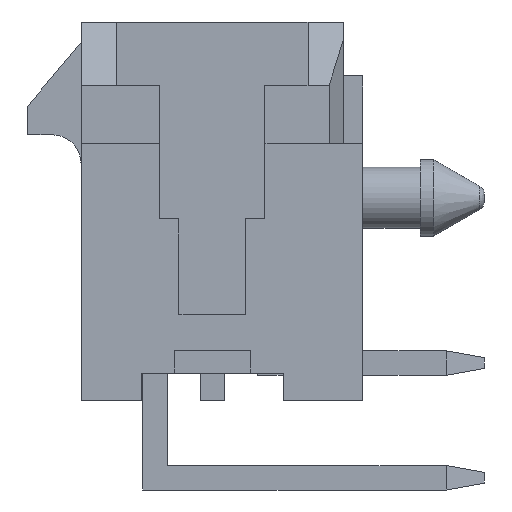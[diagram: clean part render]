
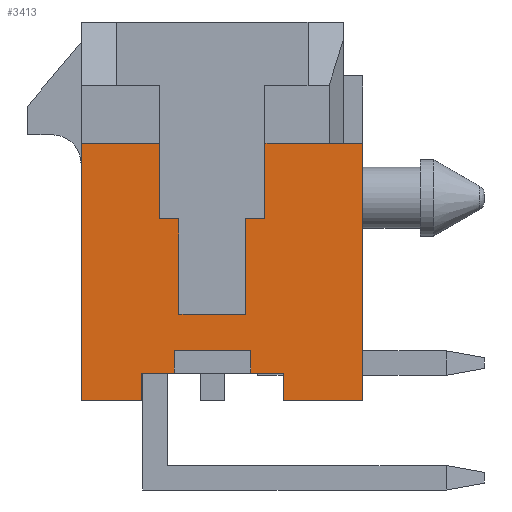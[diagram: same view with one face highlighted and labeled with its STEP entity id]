
A CAD part, left-side view. The second image highlights one B-rep face of the part: STEP entity #3413.
In plain terms, the highlighted planar face has unit normal (-1, 0, 0).
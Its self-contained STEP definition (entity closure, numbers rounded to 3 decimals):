
#45=DIRECTION('',(0.,-1.,0.));
#46=VECTOR('',#45,2.56);
#47=CARTESIAN_POINT('',(-3.575,-1.375,1.78));
#48=LINE('',#47,#46);
#53=DIRECTION('',(0.,-1.,0.));
#54=VECTOR('',#53,2.06);
#55=CARTESIAN_POINT('',(-3.575,3.435,1.78));
#56=LINE('',#55,#54);
#121=DIRECTION('',(0.,0.,1.));
#122=VECTOR('',#121,6.74);
#123=CARTESIAN_POINT('',(-3.575,-3.935,-4.96));
#124=LINE('',#123,#122);
#469=DIRECTION('',(0.,1.,0.));
#470=VECTOR('',#469,0.85);
#471=CARTESIAN_POINT('',(-3.575,-1.85,-4.235));
#472=LINE('',#471,#470);
#473=DIRECTION('',(0.,0.,-1.));
#474=VECTOR('',#473,0.6);
#475=CARTESIAN_POINT('',(-3.575,-1.,-3.635));
#476=LINE('',#475,#474);
#477=DIRECTION('',(0.,-1.,0.));
#478=VECTOR('',#477,2.);
#479=CARTESIAN_POINT('',(-3.575,1.,-3.635));
#480=LINE('',#479,#478);
#481=DIRECTION('',(0.,0.,1.));
#482=VECTOR('',#481,0.6);
#483=CARTESIAN_POINT('',(-3.575,1.,-4.235));
#484=LINE('',#483,#482);
#485=DIRECTION('',(0.,1.,0.));
#486=VECTOR('',#485,0.85);
#487=CARTESIAN_POINT('',(-3.575,1.,-4.235));
#488=LINE('',#487,#486);
#489=DIRECTION('',(0.,0.,1.));
#490=VECTOR('',#489,0.725);
#491=CARTESIAN_POINT('',(-3.575,1.85,-4.96));
#492=LINE('',#491,#490);
#493=DIRECTION('',(0.,-1.,0.));
#494=VECTOR('',#493,1.585);
#495=CARTESIAN_POINT('',(-3.575,3.435,-4.96));
#496=LINE('',#495,#494);
#497=DIRECTION('',(0.,0.,-1.));
#498=VECTOR('',#497,1.98);
#499=CARTESIAN_POINT('',(-3.575,1.375,1.78));
#500=LINE('',#499,#498);
#501=DIRECTION('',(0.,1.,0.));
#502=VECTOR('',#501,0.5);
#503=CARTESIAN_POINT('',(-3.575,0.875,-0.2));
#504=LINE('',#503,#502);
#505=DIRECTION('',(0.,0.,1.));
#506=VECTOR('',#505,2.5);
#507=CARTESIAN_POINT('',(-3.575,0.875,-2.7));
#508=LINE('',#507,#506);
#509=DIRECTION('',(0.,1.,0.));
#510=VECTOR('',#509,1.75);
#511=CARTESIAN_POINT('',(-3.575,-0.875,-2.7));
#512=LINE('',#511,#510);
#513=DIRECTION('',(0.,0.,-1.));
#514=VECTOR('',#513,2.5);
#515=CARTESIAN_POINT('',(-3.575,-0.875,-0.2));
#516=LINE('',#515,#514);
#517=DIRECTION('',(0.,1.,0.));
#518=VECTOR('',#517,0.5);
#519=CARTESIAN_POINT('',(-3.575,-1.375,-0.2));
#520=LINE('',#519,#518);
#521=DIRECTION('',(0.,0.,-1.));
#522=VECTOR('',#521,1.98);
#523=CARTESIAN_POINT('',(-3.575,-1.375,1.78));
#524=LINE('',#523,#522);
#525=DIRECTION('',(0.,-1.,0.));
#526=VECTOR('',#525,2.085);
#527=CARTESIAN_POINT('',(-3.575,-1.85,-4.96));
#528=LINE('',#527,#526);
#529=DIRECTION('',(0.,0.,1.));
#530=VECTOR('',#529,0.725);
#531=CARTESIAN_POINT('',(-3.575,-1.85,-4.96));
#532=LINE('',#531,#530);
#1627=DIRECTION('',(0.,0.,1.));
#1628=VECTOR('',#1627,6.74);
#1629=CARTESIAN_POINT('',(-3.575,3.435,-4.96));
#1630=LINE('',#1629,#1628);
#2193=CARTESIAN_POINT('',(-3.575,1.,-3.635));
#2194=VERTEX_POINT('',#2193);
#2195=CARTESIAN_POINT('',(-3.575,-1.,-3.635));
#2196=VERTEX_POINT('',#2195);
#2287=CARTESIAN_POINT('',(-3.575,-1.375,-0.2));
#2288=VERTEX_POINT('',#2287);
#2289=CARTESIAN_POINT('',(-3.575,-0.875,-0.2));
#2290=VERTEX_POINT('',#2289);
#2291=CARTESIAN_POINT('',(-3.575,0.875,-0.2));
#2292=VERTEX_POINT('',#2291);
#2293=CARTESIAN_POINT('',(-3.575,1.375,-0.2));
#2294=VERTEX_POINT('',#2293);
#2413=CARTESIAN_POINT('',(-3.575,-0.875,-2.7));
#2414=VERTEX_POINT('',#2413);
#2415=CARTESIAN_POINT('',(-3.575,0.875,-2.7));
#2416=VERTEX_POINT('',#2415);
#2465=CARTESIAN_POINT('',(-3.575,3.435,-4.96));
#2466=CARTESIAN_POINT('',(-3.575,3.435,1.78));
#2467=VERTEX_POINT('',#2465);
#2468=VERTEX_POINT('',#2466);
#2475=CARTESIAN_POINT('',(-3.575,-3.935,-4.96));
#2476=CARTESIAN_POINT('',(-3.575,-3.935,1.78));
#2477=VERTEX_POINT('',#2475);
#2478=VERTEX_POINT('',#2476);
#2497=CARTESIAN_POINT('',(-3.575,-1.85,-4.235));
#2498=CARTESIAN_POINT('',(-3.575,-1.,-4.235));
#2499=VERTEX_POINT('',#2497);
#2500=VERTEX_POINT('',#2498);
#2501=CARTESIAN_POINT('',(-3.575,1.,-4.235));
#2502=CARTESIAN_POINT('',(-3.575,1.85,-4.235));
#2503=VERTEX_POINT('',#2501);
#2504=VERTEX_POINT('',#2502);
#2505=CARTESIAN_POINT('',(-3.575,-1.85,-4.96));
#2506=VERTEX_POINT('',#2505);
#2507=CARTESIAN_POINT('',(-3.575,1.85,-4.96));
#2508=VERTEX_POINT('',#2507);
#2517=CARTESIAN_POINT('',(-3.575,-1.375,1.78));
#2518=VERTEX_POINT('',#2517);
#2519=CARTESIAN_POINT('',(-3.575,1.375,1.78));
#2520=VERTEX_POINT('',#2519);
#3373=CARTESIAN_POINT('',(-3.575,3.435,-4.96));
#3374=DIRECTION('',(-1.,0.,0.));
#3375=DIRECTION('',(0.,0.,1.));
#3376=AXIS2_PLACEMENT_3D('',#3373,#3374,#3375);
#3377=PLANE('',#3376);
#3379=ORIENTED_EDGE('',*,*,#3378,.T.);
#3381=ORIENTED_EDGE('',*,*,#3380,.F.);
#3383=ORIENTED_EDGE('',*,*,#3382,.F.);
#3385=ORIENTED_EDGE('',*,*,#3384,.F.);
#3387=ORIENTED_EDGE('',*,*,#3386,.T.);
#3389=ORIENTED_EDGE('',*,*,#3388,.F.);
#3391=ORIENTED_EDGE('',*,*,#3390,.F.);
#3393=ORIENTED_EDGE('',*,*,#3392,.T.);
#3394=ORIENTED_EDGE('',*,*,#2757,.T.);
#3396=ORIENTED_EDGE('',*,*,#3395,.T.);
#3398=ORIENTED_EDGE('',*,*,#3397,.F.);
#3399=ORIENTED_EDGE('',*,*,#3366,.F.);
#3400=ORIENTED_EDGE('',*,*,#3252,.F.);
#3401=ORIENTED_EDGE('',*,*,#3323,.F.);
#3403=ORIENTED_EDGE('',*,*,#3402,.F.);
#3404=ORIENTED_EDGE('',*,*,#2723,.F.);
#3405=ORIENTED_EDGE('',*,*,#2745,.T.);
#3406=ORIENTED_EDGE('',*,*,#2855,.F.);
#3408=ORIENTED_EDGE('',*,*,#3407,.F.);
#3410=ORIENTED_EDGE('',*,*,#3409,.T.);
#3411=EDGE_LOOP('',(#3379,#3381,#3383,#3385,#3387,#3389,#3391,#3393,#3394,#3396,
#3398,#3399,#3400,#3401,#3403,#3404,#3405,#3406,#3408,#3410));
#3412=FACE_OUTER_BOUND('',#3411,.F.);
#3413=ADVANCED_FACE('',(#3412),#3377,.T.);
#2723=EDGE_CURVE('',#2518,#2288,#524,.T.);
#2745=EDGE_CURVE('',#2518,#2478,#48,.T.);
#2757=EDGE_CURVE('',#2468,#2520,#56,.T.);
#2855=EDGE_CURVE('',#2477,#2478,#124,.T.);
#3252=EDGE_CURVE('',#2414,#2416,#512,.T.);
#3323=EDGE_CURVE('',#2290,#2414,#516,.T.);
#3366=EDGE_CURVE('',#2416,#2292,#508,.T.);
#3378=EDGE_CURVE('',#2499,#2500,#472,.T.);
#3380=EDGE_CURVE('',#2196,#2500,#476,.T.);
#3382=EDGE_CURVE('',#2194,#2196,#480,.T.);
#3384=EDGE_CURVE('',#2503,#2194,#484,.T.);
#3386=EDGE_CURVE('',#2503,#2504,#488,.T.);
#3388=EDGE_CURVE('',#2508,#2504,#492,.T.);
#3390=EDGE_CURVE('',#2467,#2508,#496,.T.);
#3392=EDGE_CURVE('',#2467,#2468,#1630,.T.);
#3395=EDGE_CURVE('',#2520,#2294,#500,.T.);
#3397=EDGE_CURVE('',#2292,#2294,#504,.T.);
#3402=EDGE_CURVE('',#2288,#2290,#520,.T.);
#3407=EDGE_CURVE('',#2506,#2477,#528,.T.);
#3409=EDGE_CURVE('',#2506,#2499,#532,.T.);
